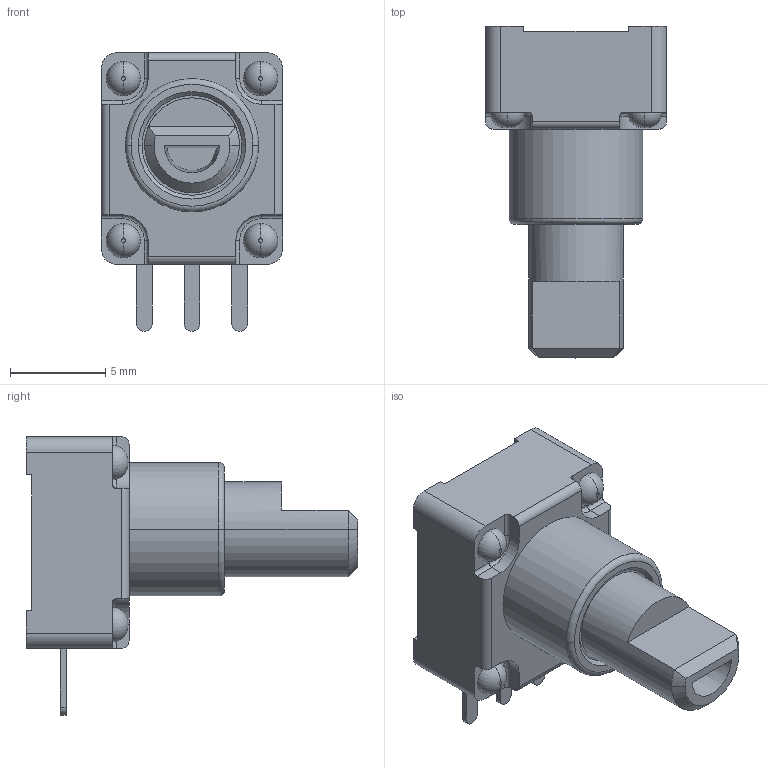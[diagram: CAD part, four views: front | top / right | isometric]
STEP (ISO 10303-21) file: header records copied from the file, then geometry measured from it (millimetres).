
FILE_DESCRIPTION (( 'STEP AP214' ), '1' );
FILE_NAME ('RK09Y11L0001.STEP', '2011-12-20T03:49:12', ( 'K.Hoshino' ), ( 'Microsoft' ), 'SwSTEP 2.0', 'SolidWorks 2010', '' );
FILE_SCHEMA (( 'AUTOMOTIVE_DESIGN' ));
Length unit declared in the file: millimetre
Products named in the file (1): RK09Y11L0001
Bounding box: 9.5 x 17.4 x 14.6 mm (x, y, z)
Volume: 799 mm3; surface area: 920.9 mm2
Topology: 1 solids, 4 shells, 190 faces, 447 edges, 286 vertices
Faces by surface type: plane 81, cylinder 70, torus 21, cone 18
Entity records: 6990 total; most frequent: DIRECTION 1027, CARTESIAN_POINT 942, ORIENTED_EDGE 894, EDGE_CURVE 447, AXIS2_PLACEMENT_3D 395, VERTEX_POINT 286, LINE 237, VECTOR 237
